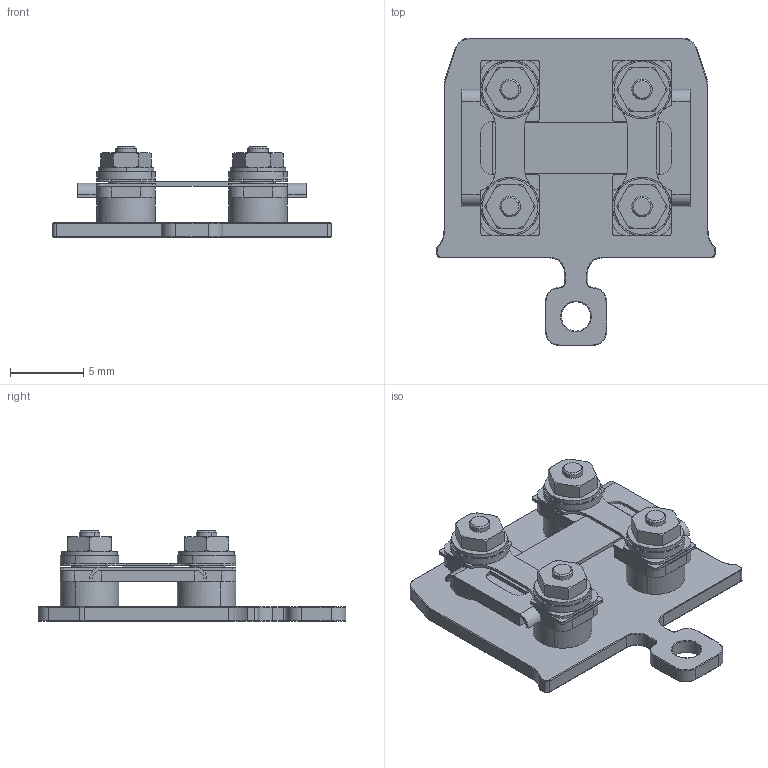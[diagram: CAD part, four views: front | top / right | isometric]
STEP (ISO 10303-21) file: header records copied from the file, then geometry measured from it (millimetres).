
FILE_DESCRIPTION(('Confidential','CAx-IF Rec.Pracs.--- Model Styling and Organization---1.2---2011-12-15'),'2;1');
FILE_NAME('SHOMDC(N).stp','2024-01-17T14:50:34+00:00',('none'),('Ferrovac AG'),'CATIA Version 5 Release 21 SP 6 (IN-10)','CATIA V5 STEP AP214','PROPERTY OF FERROVAC AG');
FILE_SCHEMA(('AUTOMOTIVE_DESIGN { 1 0 10303 214 1 1 1 1 }'));
Length unit declared in the file: millimetre
Products named in the file (1): SHOMDC(N)
Bounding box: 19 x 21 x 6.18 mm (x, y, z)
Volume: 548.7 mm3; surface area: 1563.3 mm2
Topology: 3 solids, 3 shells, 574 faces, 1431 edges, 900 vertices
Faces by surface type: cylinder 237, plane 215, cone 84, torus 38
Entity records: 17290 total; most frequent: CARTESIAN_POINT 4524, ORIENTED_EDGE 2862, DIRECTION 2136, EDGE_CURVE 1431, AXIS2_PLACEMENT_3D 967, VERTEX_POINT 900, VECTOR 693, LINE 693
